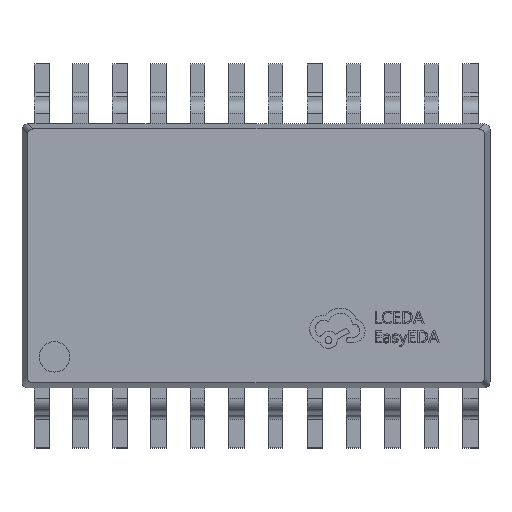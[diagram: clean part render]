
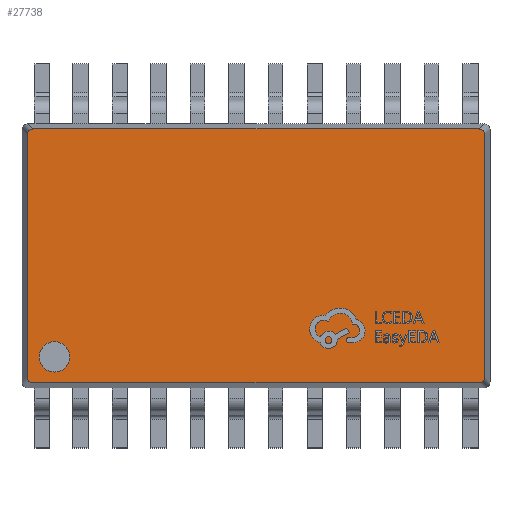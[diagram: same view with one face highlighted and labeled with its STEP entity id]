
A CAD part, top view. The second image highlights one B-rep face of the part: STEP entity #27738.
In plain terms, the highlighted planar face has unit normal (0, 0, 1).
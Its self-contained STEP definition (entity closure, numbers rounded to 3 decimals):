
#251 = ORIENTED_EDGE ( 'NONE', *, *, #30848, .T. ) ;
#389 = DIRECTION ( 'NONE',  ( -1., 0., 0. ) ) ;
#626 = ORIENTED_EDGE ( 'NONE', *, *, #21862, .T. ) ;
#958 = EDGE_CURVE ( 'NONE', #10868, #30060, #13452, .T. ) ;
#1382 = VERTEX_POINT ( 'NONE', #18379 ) ;
#1543 = CARTESIAN_POINT ( 'NONE',  ( -3.815, -2.2, 0. ) ) ;
#1629 = LINE ( 'NONE', #19562, #4290 ) ;
#1714 = DIRECTION ( 'NONE',  ( 1., 0., 0. ) ) ;
#1965 = CARTESIAN_POINT ( 'NONE',  ( 3.775, -2.115, 0. ) ) ;
#2137 = CARTESIAN_POINT ( 'NONE',  ( 3.717, -2.115, 0. ) ) ;
#2230 = LINE ( 'NONE', #32027, #24639 ) ;
#2601 = ORIENTED_EDGE ( 'NONE', *, *, #21112, .F. ) ;
#2679 = EDGE_CURVE ( 'NONE', #11588, #11483, #25466, .T. ) ;
#2728 = CARTESIAN_POINT ( 'NONE',  ( 3.815, -2.017, 0. ) ) ;
#3169 =( BOUNDED_CURVE ( )  B_SPLINE_CURVE ( 3, ( #14622, #19115, #19591, #8865 ),
 .UNSPECIFIED., .F., .F. ) 
 B_SPLINE_CURVE_WITH_KNOTS ( ( 4, 4 ),
 ( 5.513, 7.054 ),
 .UNSPECIFIED. ) 
 CURVE ( )  GEOMETRIC_REPRESENTATION_ITEM ( )  RATIONAL_B_SPLINE_CURVE ( ( 1., 0.812, 0.812, 1. ) ) 
 REPRESENTATION_ITEM ( '' )  );
#3534 = DIRECTION ( 'NONE',  ( 0., -1., 0. ) ) ;
#3805 = CARTESIAN_POINT ( 'NONE',  ( 3.775, 2.115, 0. ) ) ;
#4290 = VECTOR ( 'NONE', #4418, 1000. ) ;
#4340 = CARTESIAN_POINT ( 'NONE',  ( -3.104, -1.682, 0. ) ) ;
#4418 = DIRECTION ( 'NONE',  ( 1., 0., 0. ) ) ;
#5161 = EDGE_CURVE ( 'NONE', #11483, #7233, #9245, .T. ) ;
#5179 = DIRECTION ( 'NONE',  ( 0., 0., -1. ) ) ;
#6231 = CARTESIAN_POINT ( 'NONE',  ( -3.612, -1.682, 0. ) ) ;
#6313 = CARTESIAN_POINT ( 'NONE',  ( -3.815, -2.075, 0. ) ) ;
#6797 = CARTESIAN_POINT ( 'NONE',  ( -3.358, -1.682, 0. ) ) ;
#6876 = CARTESIAN_POINT ( 'NONE',  ( 3.815, -2.017, 0. ) ) ;
#7233 = VERTEX_POINT ( 'NONE', #13507 ) ;
#8865 = CARTESIAN_POINT ( 'NONE',  ( -3.815, 2.017, 0. ) ) ;
#9245 = LINE ( 'NONE', #29898, #22545 ) ;
#9402 = DIRECTION ( 'NONE',  ( 1., 0., 0. ) ) ;
#10709 =( BOUNDED_CURVE ( )  B_SPLINE_CURVE ( 3, ( #28864, #6313, #31516, #16005 ),
 .UNSPECIFIED., .F., .F. ) 
 B_SPLINE_CURVE_WITH_KNOTS ( ( 4, 4 ),
 ( 5.513, 7.054 ),
 .UNSPECIFIED. ) 
 CURVE ( )  GEOMETRIC_REPRESENTATION_ITEM ( )  RATIONAL_B_SPLINE_CURVE ( ( 1., 0.812, 0.812, 1. ) ) 
 REPRESENTATION_ITEM ( '' )  );
#10868 = VERTEX_POINT ( 'NONE', #4340 ) ;
#11483 = VERTEX_POINT ( 'NONE', #2728 ) ;
#11588 = VERTEX_POINT ( 'NONE', #30246 ) ;
#11737 = AXIS2_PLACEMENT_3D ( 'NONE', #25564, #5179, #389 ) ;
#11779 = EDGE_LOOP ( 'NONE', ( #26634, #28037, #626, #14340, #19555, #15227, #251, #22560 ) ) ;
#12388 = DIRECTION ( 'NONE',  ( 0., 1., 0. ) ) ;
#13092 = EDGE_CURVE ( 'NONE', #7233, #13834, #24229, .T. ) ;
#13452 = CIRCLE ( 'NONE', #17695, 0.254 ) ;
#13507 = CARTESIAN_POINT ( 'NONE',  ( 3.815, 2.017, 0. ) ) ;
#13834 = VERTEX_POINT ( 'NONE', #14298 ) ;
#13869 = LINE ( 'NONE', #1543, #21227 ) ;
#14298 = CARTESIAN_POINT ( 'NONE',  ( 3.717, 2.115, 0. ) ) ;
#14340 = ORIENTED_EDGE ( 'NONE', *, *, #29172, .T. ) ;
#14622 = CARTESIAN_POINT ( 'NONE',  ( -3.717, 2.115, 0. ) ) ;
#15227 = ORIENTED_EDGE ( 'NONE', *, *, #30529, .T. ) ;
#16005 = CARTESIAN_POINT ( 'NONE',  ( -3.717, -2.115, 0. ) ) ;
#16595 = CARTESIAN_POINT ( 'NONE',  ( -3.815, 2.017, 0. ) ) ;
#17241 = VERTEX_POINT ( 'NONE', #25904 ) ;
#17604 = EDGE_CURVE ( 'NONE', #30844, #27224, #13869, .T. ) ;
#17695 = AXIS2_PLACEMENT_3D ( 'NONE', #24266, #21461, #1714 ) ;
#18379 = CARTESIAN_POINT ( 'NONE',  ( -3.717, 2.115, 0. ) ) ;
#18606 = CARTESIAN_POINT ( 'NONE',  ( 3.815, 2.075, 0. ) ) ;
#18791 = CIRCLE ( 'NONE', #31422, 0.254 ) ;
#19115 = CARTESIAN_POINT ( 'NONE',  ( -3.775, 2.115, 0. ) ) ;
#19555 = ORIENTED_EDGE ( 'NONE', *, *, #17604, .T. ) ;
#19562 = CARTESIAN_POINT ( 'NONE',  ( 3.9, -2.115, 0. ) ) ;
#19591 = CARTESIAN_POINT ( 'NONE',  ( -3.815, 2.075, 0. ) ) ;
#21112 = EDGE_CURVE ( 'NONE', #30060, #10868, #18791, .T. ) ;
#21227 = VECTOR ( 'NONE', #3534, 1000. ) ;
#21461 = DIRECTION ( 'NONE',  ( 0., 0., 1. ) ) ;
#21862 = EDGE_CURVE ( 'NONE', #13834, #1382, #2230, .T. ) ;
#21954 = DIRECTION ( 'NONE',  ( 0., 0., 1. ) ) ;
#22545 = VECTOR ( 'NONE', #12388, 1000. ) ;
#22560 = ORIENTED_EDGE ( 'NONE', *, *, #2679, .T. ) ;
#23100 = FACE_OUTER_BOUND ( 'NONE', #11779, .T. ) ;
#24229 =( BOUNDED_CURVE ( )  B_SPLINE_CURVE ( 3, ( #29149, #18606, #3805, #26157 ),
 .UNSPECIFIED., .F., .T. ) 
 B_SPLINE_CURVE_WITH_KNOTS ( ( 4, 4 ),
 ( 2.371, 3.912 ),
 .UNSPECIFIED. ) 
 CURVE ( )  GEOMETRIC_REPRESENTATION_ITEM ( )  RATIONAL_B_SPLINE_CURVE ( ( 1., 0.812, 0.812, 1. ) ) 
 REPRESENTATION_ITEM ( '' )  );
#24266 = CARTESIAN_POINT ( 'NONE',  ( -3.358, -1.682, 0. ) ) ;
#24639 = VECTOR ( 'NONE', #29893, 1000. ) ;
#25466 =( BOUNDED_CURVE ( )  B_SPLINE_CURVE ( 3, ( #2137, #1965, #32108, #6876 ),
 .UNSPECIFIED., .F., .F. ) 
 B_SPLINE_CURVE_WITH_KNOTS ( ( 4, 4 ),
 ( 2.371, 3.912 ),
 .UNSPECIFIED. ) 
 CURVE ( )  GEOMETRIC_REPRESENTATION_ITEM ( )  RATIONAL_B_SPLINE_CURVE ( ( 1., 0.812, 0.812, 1. ) ) 
 REPRESENTATION_ITEM ( '' )  );
#25564 = CARTESIAN_POINT ( 'NONE',  ( 0., 0., 0. ) ) ;
#25904 = CARTESIAN_POINT ( 'NONE',  ( -3.717, -2.115, 0. ) ) ;
#26157 = CARTESIAN_POINT ( 'NONE',  ( 3.717, 2.115, 0. ) ) ;
#26634 = ORIENTED_EDGE ( 'NONE', *, *, #5161, .T. ) ;
#27224 = VERTEX_POINT ( 'NONE', #29432 ) ;
#27714 = PLANE ( 'NONE',  #11737 ) ;
#27738 = ADVANCED_FACE ( 'NONE', ( #32523, #23100 ), #27714, .F. ) ;
#28037 = ORIENTED_EDGE ( 'NONE', *, *, #13092, .T. ) ;
#28864 = CARTESIAN_POINT ( 'NONE',  ( -3.815, -2.017, 0. ) ) ;
#28919 = ORIENTED_EDGE ( 'NONE', *, *, #958, .F. ) ;
#29149 = CARTESIAN_POINT ( 'NONE',  ( 3.815, 2.017, 0. ) ) ;
#29172 = EDGE_CURVE ( 'NONE', #1382, #30844, #3169, .T. ) ;
#29432 = CARTESIAN_POINT ( 'NONE',  ( -3.815, -2.017, 0. ) ) ;
#29893 = DIRECTION ( 'NONE',  ( -1., 0., 0. ) ) ;
#29898 = CARTESIAN_POINT ( 'NONE',  ( 3.815, 2.2, 0. ) ) ;
#30060 = VERTEX_POINT ( 'NONE', #6231 ) ;
#30246 = CARTESIAN_POINT ( 'NONE',  ( 3.717, -2.115, 0. ) ) ;
#30529 = EDGE_CURVE ( 'NONE', #27224, #17241, #10709, .T. ) ;
#30674 = EDGE_LOOP ( 'NONE', ( #28919, #2601 ) ) ;
#30844 = VERTEX_POINT ( 'NONE', #16595 ) ;
#30848 = EDGE_CURVE ( 'NONE', #17241, #11588, #1629, .T. ) ;
#31422 = AXIS2_PLACEMENT_3D ( 'NONE', #6797, #21954, #9402 ) ;
#31516 = CARTESIAN_POINT ( 'NONE',  ( -3.775, -2.115, 0. ) ) ;
#32027 = CARTESIAN_POINT ( 'NONE',  ( -3.9, 2.115, 0. ) ) ;
#32108 = CARTESIAN_POINT ( 'NONE',  ( 3.815, -2.075, 0. ) ) ;
#32523 = FACE_BOUND ( 'NONE', #30674, .T. ) ;
